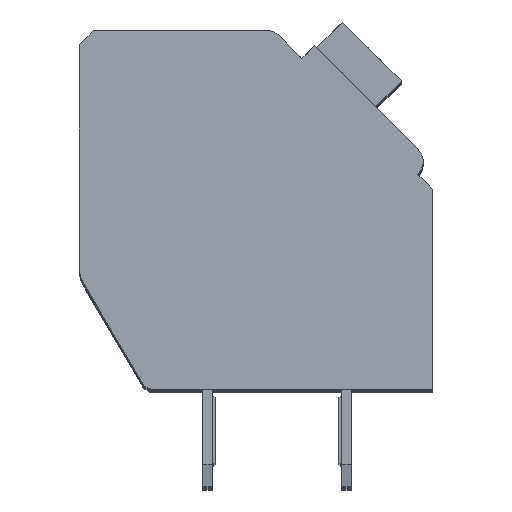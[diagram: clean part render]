
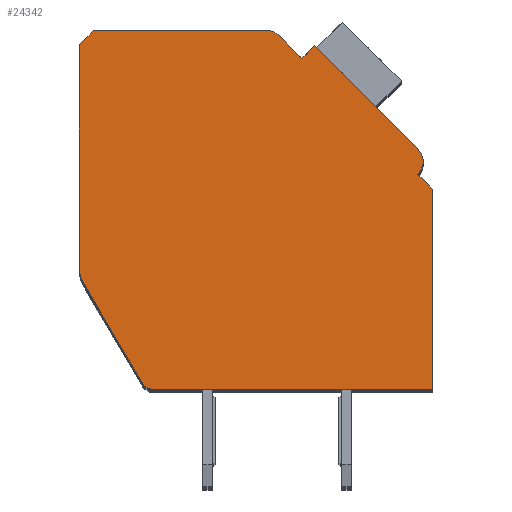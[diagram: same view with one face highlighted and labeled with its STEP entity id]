
A CAD part, top view. The second image highlights one B-rep face of the part: STEP entity #24342.
In plain terms, the highlighted planar face has unit normal (0, 0, 1).
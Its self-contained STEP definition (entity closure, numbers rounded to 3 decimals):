
#499=DIRECTION('',(0.,-1.,0.));
#500=VECTOR('',#499,8.053);
#501=CARTESIAN_POINT('',(-12.7,12.4,2.1));
#502=LINE('',#501,#500);
#503=DIRECTION('',(-0.707,-0.707,0.));
#504=VECTOR('',#503,0.707);
#505=CARTESIAN_POINT('',(-12.2,12.9,2.1));
#506=LINE('',#505,#504);
#507=DIRECTION('',(-1.,0.,0.));
#508=VECTOR('',#507,6.298);
#509=CARTESIAN_POINT('',(-5.902,12.9,2.1));
#510=LINE('',#509,#508);
#511=CARTESIAN_POINT('',(-5.902,12.4,2.1));
#512=DIRECTION('',(0.,0.,1.));
#513=DIRECTION('',(0.707,0.707,0.));
#514=AXIS2_PLACEMENT_3D('',#511,#512,#513);
#516=DIRECTION('',(-0.707,0.707,0.));
#517=VECTOR('',#516,1.197);
#518=CARTESIAN_POINT('',(-4.702,11.907,2.1));
#519=LINE('',#518,#517);
#520=DIRECTION('',(-0.707,-0.707,0.));
#521=VECTOR('',#520,0.65);
#522=CARTESIAN_POINT('',(-4.243,12.367,2.1));
#523=LINE('',#522,#521);
#524=DIRECTION('',(-0.707,0.707,0.));
#525=VECTOR('',#524,5.25);
#526=CARTESIAN_POINT('',(-0.53,8.655,2.1));
#527=LINE('',#526,#525);
#528=CARTESIAN_POINT('',(-0.99,8.195,2.1));
#529=DIRECTION('',(0.,0.,1.));
#530=DIRECTION('',(0.707,-0.707,0.));
#531=AXIS2_PLACEMENT_3D('',#528,#529,#530);
#533=DIRECTION('',(-0.707,0.707,0.));
#534=VECTOR('',#533,0.75);
#535=CARTESIAN_POINT('',(0.,7.205,2.1));
#536=LINE('',#535,#534);
#537=DIRECTION('',(0.,1.,0.));
#538=VECTOR('',#537,7.205);
#539=CARTESIAN_POINT('',(0.,0.,2.1));
#540=LINE('',#539,#538);
#541=DIRECTION('',(1.,0.,0.));
#542=VECTOR('',#541,10.014);
#543=CARTESIAN_POINT('',(-10.014,0.,2.1));
#544=LINE('',#543,#542);
#545=CARTESIAN_POINT('',(-10.014,0.5,2.1));
#546=DIRECTION('',(0.,0.,1.));
#547=DIRECTION('',(-0.862,-0.508,0.));
#548=AXIS2_PLACEMENT_3D('',#545,#546,#547);
#550=DIRECTION('',(0.508,-0.862,0.));
#551=VECTOR('',#550,4.17);
#552=CARTESIAN_POINT('',(-12.562,3.839,2.1));
#553=LINE('',#552,#551);
#554=CARTESIAN_POINT('',(-11.7,4.347,2.1));
#555=DIRECTION('',(0.,0.,1.));
#556=DIRECTION('',(-1.,0.,0.));
#557=AXIS2_PLACEMENT_3D('',#554,#555,#556);
#18248=CARTESIAN_POINT('',(-12.7,12.4,2.1));
#18249=CARTESIAN_POINT('',(-12.7,4.347,2.1));
#18250=VERTEX_POINT('',#18248);
#18251=VERTEX_POINT('',#18249);
#18252=CARTESIAN_POINT('',(-12.562,3.839,2.1));
#18253=VERTEX_POINT('',#18252);
#18254=CARTESIAN_POINT('',(-10.445,0.246,2.1));
#18255=VERTEX_POINT('',#18254);
#18256=CARTESIAN_POINT('',(-10.014,0.,2.1));
#18257=VERTEX_POINT('',#18256);
#18258=CARTESIAN_POINT('',(0.,0.,2.1));
#18259=VERTEX_POINT('',#18258);
#18260=CARTESIAN_POINT('',(0.,7.205,2.1));
#18261=VERTEX_POINT('',#18260);
#18262=CARTESIAN_POINT('',(-0.53,7.735,2.1));
#18263=VERTEX_POINT('',#18262);
#18264=CARTESIAN_POINT('',(-0.53,8.655,2.1));
#18265=VERTEX_POINT('',#18264);
#18266=CARTESIAN_POINT('',(-4.243,12.367,2.1));
#18267=VERTEX_POINT('',#18266);
#18268=CARTESIAN_POINT('',(-4.702,11.907,2.1));
#18269=VERTEX_POINT('',#18268);
#18270=CARTESIAN_POINT('',(-5.548,12.754,2.1));
#18271=VERTEX_POINT('',#18270);
#18272=CARTESIAN_POINT('',(-5.902,12.9,2.1));
#18273=VERTEX_POINT('',#18272);
#18274=CARTESIAN_POINT('',(-12.2,12.9,2.1));
#18275=VERTEX_POINT('',#18274);
#24309=CARTESIAN_POINT('',(0.,0.,2.1));
#24310=DIRECTION('',(0.,0.,1.));
#24311=DIRECTION('',(1.,0.,0.));
#24312=AXIS2_PLACEMENT_3D('',#24309,#24310,#24311);
#24313=PLANE('',#24312);
#24314=ORIENTED_EDGE('',*,*,#23835,.F.);
#24316=ORIENTED_EDGE('',*,*,#24315,.F.);
#24318=ORIENTED_EDGE('',*,*,#24317,.F.);
#24320=ORIENTED_EDGE('',*,*,#24319,.F.);
#24322=ORIENTED_EDGE('',*,*,#24321,.F.);
#24324=ORIENTED_EDGE('',*,*,#24323,.F.);
#24326=ORIENTED_EDGE('',*,*,#24325,.F.);
#24328=ORIENTED_EDGE('',*,*,#24327,.F.);
#24330=ORIENTED_EDGE('',*,*,#24329,.F.);
#24332=ORIENTED_EDGE('',*,*,#24331,.F.);
#24334=ORIENTED_EDGE('',*,*,#24333,.F.);
#24336=ORIENTED_EDGE('',*,*,#24335,.F.);
#24338=ORIENTED_EDGE('',*,*,#24337,.F.);
#24339=ORIENTED_EDGE('',*,*,#24017,.F.);
#24340=EDGE_LOOP('',(#24314,#24316,#24318,#24320,#24322,#24324,#24326,#24328,
#24330,#24332,#24334,#24336,#24338,#24339));
#24341=FACE_OUTER_BOUND('',#24340,.F.);
#515=CIRCLE('',#514,0.5);
#532=CIRCLE('',#531,0.65);
#549=CIRCLE('',#548,0.5);
#558=CIRCLE('',#557,1.);
#23835=EDGE_CURVE('',#18250,#18251,#502,.T.);
#24017=EDGE_CURVE('',#18251,#18253,#558,.T.);
#24315=EDGE_CURVE('',#18275,#18250,#506,.T.);
#24317=EDGE_CURVE('',#18273,#18275,#510,.T.);
#24319=EDGE_CURVE('',#18271,#18273,#515,.T.);
#24321=EDGE_CURVE('',#18269,#18271,#519,.T.);
#24323=EDGE_CURVE('',#18267,#18269,#523,.T.);
#24325=EDGE_CURVE('',#18265,#18267,#527,.T.);
#24327=EDGE_CURVE('',#18263,#18265,#532,.T.);
#24329=EDGE_CURVE('',#18261,#18263,#536,.T.);
#24331=EDGE_CURVE('',#18259,#18261,#540,.T.);
#24333=EDGE_CURVE('',#18257,#18259,#544,.T.);
#24335=EDGE_CURVE('',#18255,#18257,#549,.T.);
#24337=EDGE_CURVE('',#18253,#18255,#553,.T.);
#24342=ADVANCED_FACE('',(#24341),#24313,.T.);
